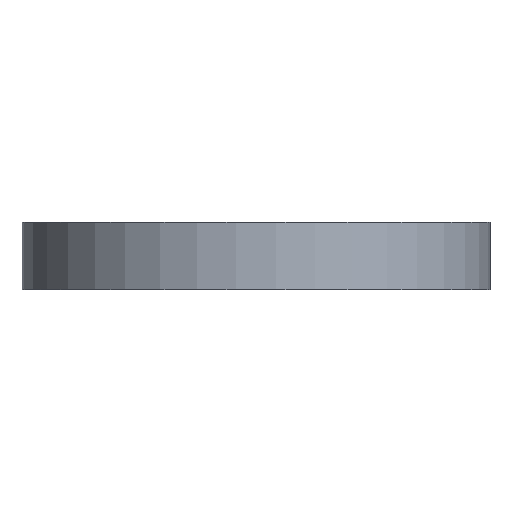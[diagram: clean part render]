
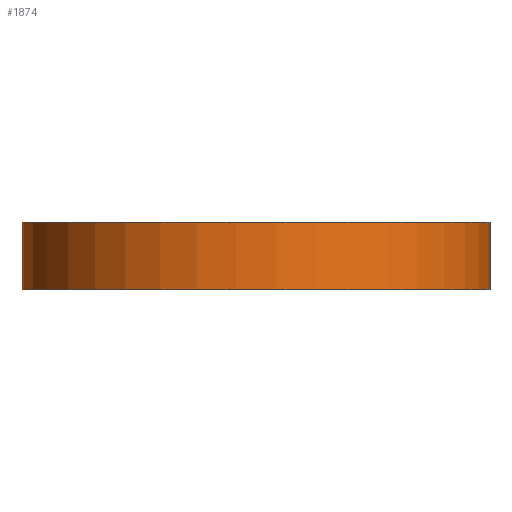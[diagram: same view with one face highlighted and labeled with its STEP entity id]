
A CAD part, left-side view. The second image highlights one B-rep face of the part: STEP entity #1874.
In plain terms, the highlighted cylindrical face has radius 80 mm (diameter 160 mm), a partial arc.
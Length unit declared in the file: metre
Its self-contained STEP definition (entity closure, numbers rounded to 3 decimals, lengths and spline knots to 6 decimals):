
#84=LINE('',#2891,#288);
#85=LINE('',#2892,#289);
#288=VECTOR('',#2309,1.);
#289=VECTOR('',#2310,1.);
#616=ORIENTED_EDGE('',*,*,#1132,.T.);
#617=ORIENTED_EDGE('',*,*,#1133,.F.);
#618=ORIENTED_EDGE('',*,*,#1108,.F.);
#619=ORIENTED_EDGE('',*,*,#1134,.T.);
#1108=EDGE_CURVE('',#1369,#1370,#1505,.T.);
#1132=EDGE_CURVE('',#1386,#1392,#1516,.T.);
#1133=EDGE_CURVE('',#1370,#1392,#84,.T.);
#1134=EDGE_CURVE('',#1369,#1386,#85,.T.);
#1369=VERTEX_POINT('',#2840);
#1370=VERTEX_POINT('',#2842);
#1386=VERTEX_POINT('',#2875);
#1392=VERTEX_POINT('',#2888);
#1505=CIRCLE('',#2014,0.08);
#1516=CIRCLE('',#2026,0.08);
#1578=EDGE_LOOP('',(#616,#617,#618,#619));
#1722=FACE_BOUND('',#1578,.T.);
#1838=CYLINDRICAL_SURFACE('',#2027,0.08);
#1874=ADVANCED_FACE('',(#1722),#1838,.T.);
#2014=AXIS2_PLACEMENT_3D('',#2841,#2268,#2269);
#2026=AXIS2_PLACEMENT_3D('',#2889,#2305,#2306);
#2027=AXIS2_PLACEMENT_3D('',#2890,#2307,#2308);
#2268=DIRECTION('',(0.,0.,1.));
#2269=DIRECTION('',(0.,-1.,0.));
#2305=DIRECTION('',(0.,0.,1.));
#2306=DIRECTION('',(0.,-1.,0.));
#2307=DIRECTION('',(0.,0.,-1.));
#2308=DIRECTION('',(0.,1.,0.));
#2309=DIRECTION('',(0.,0.,-1.));
#2310=DIRECTION('',(0.,0.,-1.));
#2840=CARTESIAN_POINT('',(0.029176,0.07449,0.023));
#2841=CARTESIAN_POINT('',(0.,0.,0.023));
#2842=CARTESIAN_POINT('',(0.029176,-0.07449,0.023));
#2875=CARTESIAN_POINT('',(0.029176,0.07449,0.));
#2888=CARTESIAN_POINT('',(0.029176,-0.07449,0.));
#2889=CARTESIAN_POINT('',(0.,0.,0.));
#2890=CARTESIAN_POINT('',(0.,0.,0.023));
#2891=CARTESIAN_POINT('',(0.029176,-0.07449,0.023));
#2892=CARTESIAN_POINT('',(0.029176,0.07449,0.023));
